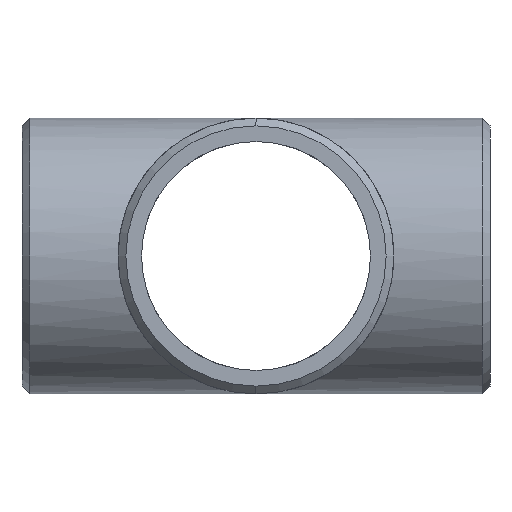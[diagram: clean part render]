
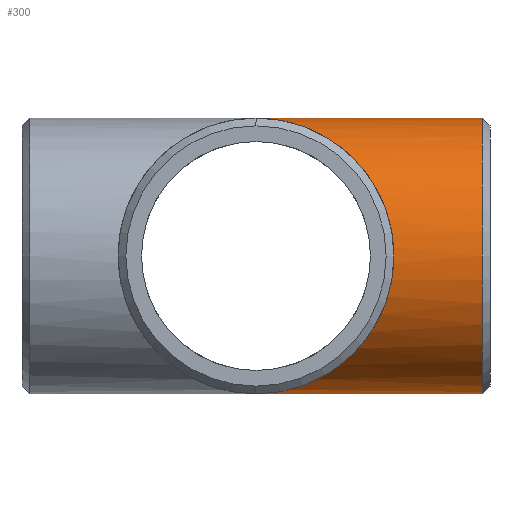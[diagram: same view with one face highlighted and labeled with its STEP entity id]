
A CAD part, left-side view. The second image highlights one B-rep face of the part: STEP entity #300.
In plain terms, the highlighted cylindrical face has radius 84.138 mm (diameter 168.275 mm), a partial arc.
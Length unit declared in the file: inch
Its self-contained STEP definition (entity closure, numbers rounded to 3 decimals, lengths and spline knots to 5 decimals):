
#43 = VERTEX_POINT ( 'NONE', #501 ) ;
#45 = CYLINDRICAL_SURFACE ( 'NONE', #461, 3.3125 ) ;
#67 = CIRCLE ( 'NONE', #423, 3.3125 ) ;
#70 = EDGE_LOOP ( 'NONE', ( #673, #487, #267, #594 ) ) ;
#72 = CARTESIAN_POINT ( 'NONE',  ( 0., -5.43267, 0. ) ) ;
#110 = CARTESIAN_POINT ( 'NONE',  ( 0., 0., 3.3125 ) ) ;
#121 = CARTESIAN_POINT ( 'NONE',  ( 0., -5.62, 3.3125 ) ) ;
#123 = LINE ( 'NONE', #384, #800 ) ;
#140 = CARTESIAN_POINT ( 'NONE',  ( -6.625, -6.625, 3.3125 ) ) ;
#166 = CARTESIAN_POINT ( 'NONE',  ( 0., -5.62, 0. ) ) ;
#237 = LINE ( 'NONE', #121, #773 ) ;
#259 = EDGE_CURVE ( 'NONE', #424, #387, #408, .T. ) ;
#267 = ORIENTED_EDGE ( 'NONE', *, *, #259, .F. ) ;
#268 = CARTESIAN_POINT ( 'NONE',  ( -6.625, -6.625, -3.3125 ) ) ;
#282 = DIRECTION ( 'NONE',  ( 0., 0., -1. ) ) ;
#297 = CARTESIAN_POINT ( 'NONE',  ( 0., 0., -3.3125 ) ) ;
#300 = ADVANCED_FACE ( 'NONE', ( #520 ), #45, .T. ) ;
#367 = DIRECTION ( 'NONE',  ( 0., 1., 0. ) ) ;
#384 = CARTESIAN_POINT ( 'NONE',  ( 0., -5.62, -3.3125 ) ) ;
#387 = VERTEX_POINT ( 'NONE', #110 ) ;
#394 = CARTESIAN_POINT ( 'NONE',  ( 0., 0., 3.3125 ) ) ;
#408 =( BOUNDED_CURVE ( )  B_SPLINE_CURVE ( 3, ( #692, #268, #140, #394 ),
 .UNSPECIFIED., .F., .T. ) 
 B_SPLINE_CURVE_WITH_KNOTS ( ( 4, 4 ),
 ( 4.71239, 7.85398 ),
 .UNSPECIFIED. ) 
 CURVE ( )  GEOMETRIC_REPRESENTATION_ITEM ( )  RATIONAL_B_SPLINE_CURVE ( ( 1., 0.333, 0.333, 1. ) ) 
 REPRESENTATION_ITEM ( '' )  );
#423 = AXIS2_PLACEMENT_3D ( 'NONE', #72, #367, #558 ) ;
#424 = VERTEX_POINT ( 'NONE', #297 ) ;
#438 = DIRECTION ( 'NONE',  ( 0., 1., 0. ) ) ;
#450 = EDGE_CURVE ( 'NONE', #43, #387, #237, .T. ) ;
#461 = AXIS2_PLACEMENT_3D ( 'NONE', #166, #463, #282 ) ;
#463 = DIRECTION ( 'NONE',  ( 0., 1., 0. ) ) ;
#469 = CARTESIAN_POINT ( 'NONE',  ( 0., -5.43267, -3.3125 ) ) ;
#487 = ORIENTED_EDGE ( 'NONE', *, *, #450, .T. ) ;
#501 = CARTESIAN_POINT ( 'NONE',  ( 0., -5.43267, 3.3125 ) ) ;
#520 = FACE_OUTER_BOUND ( 'NONE', #70, .T. ) ;
#529 = EDGE_CURVE ( 'NONE', #615, #424, #123, .T. ) ;
#549 = DIRECTION ( 'NONE',  ( 0., 1., 0. ) ) ;
#550 = EDGE_CURVE ( 'NONE', #615, #43, #67, .T. ) ;
#558 = DIRECTION ( 'NONE',  ( 0., 0., -1. ) ) ;
#594 = ORIENTED_EDGE ( 'NONE', *, *, #529, .F. ) ;
#615 = VERTEX_POINT ( 'NONE', #469 ) ;
#673 = ORIENTED_EDGE ( 'NONE', *, *, #550, .T. ) ;
#692 = CARTESIAN_POINT ( 'NONE',  ( 0., 0., -3.3125 ) ) ;
#773 = VECTOR ( 'NONE', #549, 39.37008 ) ;
#800 = VECTOR ( 'NONE', #438, 39.37008 ) ;
